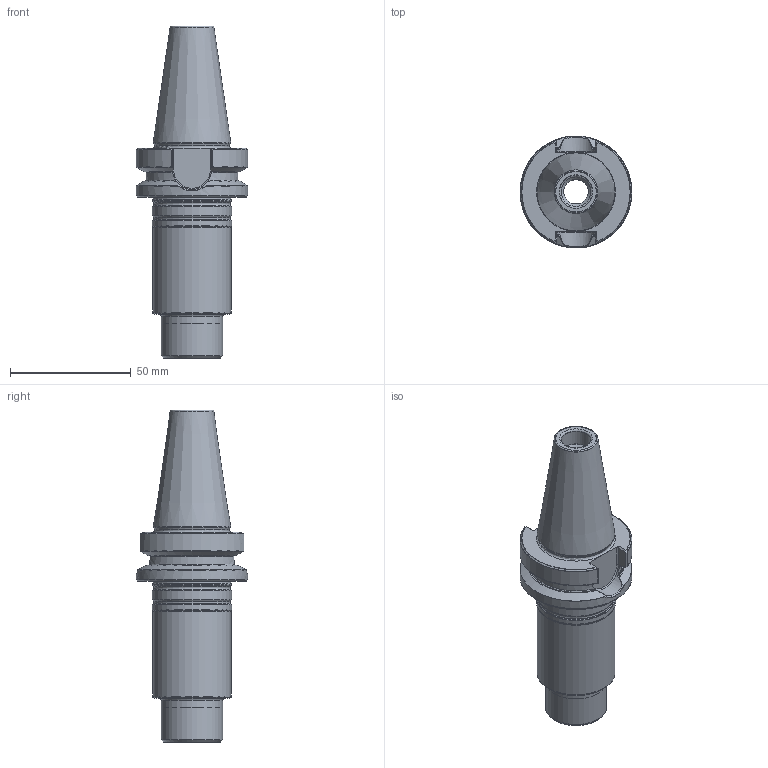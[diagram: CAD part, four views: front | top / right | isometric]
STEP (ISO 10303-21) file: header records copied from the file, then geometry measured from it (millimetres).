
FILE_DESCRIPTION(/* description */ (''),/* implementation_level */ '2;1');
FILE_NAME(/* name */ '413012050.stp',/* time_stamp */ '2021-01-08T12:37:23',/* author */ ('LRA'),/* organization */ ('REGO-FIX'),/* preprocessor_version */ ' Unknown',/* originating_system */ 'SIEMENS PLM Software Solid Edge ST10',/* authorization */ 'Unknown');
FILE_SCHEMA (('AUTOMOTIVE_DESIGN { 1 0 10303 214 2 1 1}'));
Length unit declared in the file: millimetre
Products named in the file (1): NOCUT
Bounding box: 46.3 x 46.3 x 137.3 mm (x, y, z)
Volume: 171881.5 mm3; surface area: 42484.4 mm2
Topology: 2 solids, 2 shells, 197 faces, 499 edges, 310 vertices
Faces by surface type: plane 64, cylinder 51, cone 42, torus 28, bspline 12
Full cylindrical faces by diameter (mm): 10.106 x6, 12.2 x1, 12.5 x1, 13.5 x2, 25 x2, 25.3 x1, 32 x1, 32.3 x1, 32.5 x3, 32.8 x3, 46 x1, 46.3 x1
Entity records: 7184 total; most frequent: CARTESIAN_POINT 1539, DIRECTION 840, ORIENTED_EDGE 838, EDGE_CURVE 419, AXIS2_PLACEMENT_3D 364, VERTEX_POINT 299, EDGE_LOOP 274, FACE_BOUND 274
